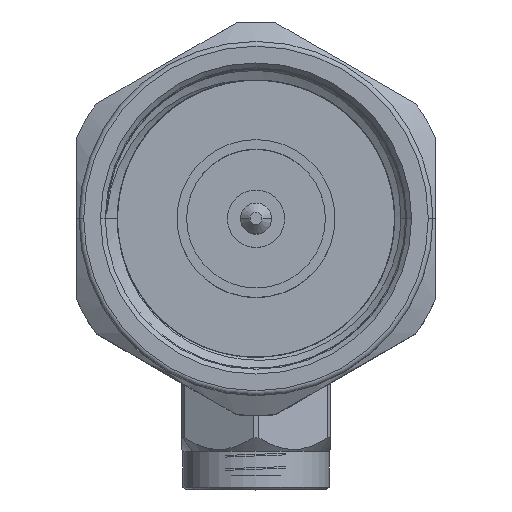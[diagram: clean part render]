
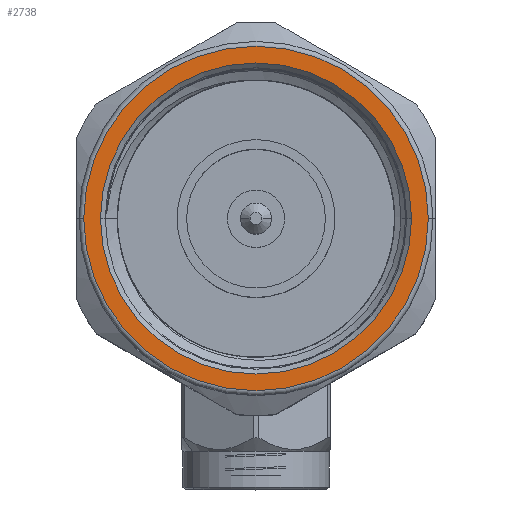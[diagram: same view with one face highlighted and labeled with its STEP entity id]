
A CAD part, top view. The second image highlights one B-rep face of the part: STEP entity #2738.
In plain terms, the highlighted face is planar.
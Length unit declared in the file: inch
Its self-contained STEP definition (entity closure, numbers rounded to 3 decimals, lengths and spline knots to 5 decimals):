
#128 = DIRECTION ( 'NONE',  ( 1., 0., 0. ) ) ;
#193 = DIRECTION ( 'NONE',  ( 0., 0., 1. ) ) ;
#532 = ORIENTED_EDGE ( 'NONE', *, *, #8105, .T. ) ;
#962 = EDGE_LOOP ( 'NONE', ( #532, #988 ) ) ;
#988 = ORIENTED_EDGE ( 'NONE', *, *, #5809, .T. ) ;
#1541 = EDGE_CURVE ( 'NONE', #2920, #9376, #5206, .T. ) ;
#1954 = CARTESIAN_POINT ( 'NONE',  ( 0., 0., 0.325 ) ) ;
#1960 = AXIS2_PLACEMENT_3D ( 'NONE', #9387, #3029, #3073 ) ;
#2308 = EDGE_LOOP ( 'NONE', ( #5756, #3140 ) ) ;
#2738 = ADVANCED_FACE ( 'NONE', ( #11579, #7186 ), #11613, .T. ) ;
#2920 = VERTEX_POINT ( 'NONE', #1954 ) ;
#3029 = DIRECTION ( 'NONE',  ( 1., 0., 0. ) ) ;
#3073 = DIRECTION ( 'NONE',  ( 0., 0., 1. ) ) ;
#3123 = VERTEX_POINT ( 'NONE', #4943 ) ;
#3140 = ORIENTED_EDGE ( 'NONE', *, *, #4152, .T. ) ;
#3205 = CIRCLE ( 'NONE', #5935, 0.36 ) ;
#4152 = EDGE_CURVE ( 'NONE', #9376, #2920, #7600, .T. ) ;
#4304 = DIRECTION ( 'NONE',  ( -1., 0., 0. ) ) ;
#4673 = DIRECTION ( 'NONE',  ( 0., 0., 1. ) ) ;
#4943 = CARTESIAN_POINT ( 'NONE',  ( 0., 0., -0.36 ) ) ;
#5206 = CIRCLE ( 'NONE', #1960, 0.325 ) ;
#5243 = DIRECTION ( 'NONE',  ( -1., 0., 0. ) ) ;
#5756 = ORIENTED_EDGE ( 'NONE', *, *, #1541, .T. ) ;
#5769 = CARTESIAN_POINT ( 'NONE',  ( 0., 0., 0.36 ) ) ;
#5809 = EDGE_CURVE ( 'NONE', #3123, #6000, #7150, .T. ) ;
#5935 = AXIS2_PLACEMENT_3D ( 'NONE', #9062, #5243, #8046 ) ;
#6000 = VERTEX_POINT ( 'NONE', #5769 ) ;
#6125 = DIRECTION ( 'NONE',  ( 0., 0., 1. ) ) ;
#7150 = CIRCLE ( 'NONE', #11181, 0.36 ) ;
#7186 = FACE_OUTER_BOUND ( 'NONE', #962, .T. ) ;
#7600 = CIRCLE ( 'NONE', #11717, 0.325 ) ;
#8046 = DIRECTION ( 'NONE',  ( 0., 0., 1. ) ) ;
#8105 = EDGE_CURVE ( 'NONE', #6000, #3123, #3205, .T. ) ;
#8240 = CARTESIAN_POINT ( 'NONE',  ( 0., 0., 0. ) ) ;
#9062 = CARTESIAN_POINT ( 'NONE',  ( 0., 0., 0. ) ) ;
#9376 = VERTEX_POINT ( 'NONE', #11150 ) ;
#9387 = CARTESIAN_POINT ( 'NONE',  ( 0., 0., 0. ) ) ;
#9606 = AXIS2_PLACEMENT_3D ( 'NONE', #11571, #4304, #6125 ) ;
#10127 = DIRECTION ( 'NONE',  ( -1., 0., 0. ) ) ;
#10942 = CARTESIAN_POINT ( 'NONE',  ( 0., 0., 0. ) ) ;
#11150 = CARTESIAN_POINT ( 'NONE',  ( 0., 0., -0.325 ) ) ;
#11181 = AXIS2_PLACEMENT_3D ( 'NONE', #8240, #10127, #193 ) ;
#11571 = CARTESIAN_POINT ( 'NONE',  ( 0., 0., 0. ) ) ;
#11579 = FACE_BOUND ( 'NONE', #2308, .T. ) ;
#11613 = PLANE ( 'NONE',  #9606 ) ;
#11717 = AXIS2_PLACEMENT_3D ( 'NONE', #10942, #128, #4673 ) ;
